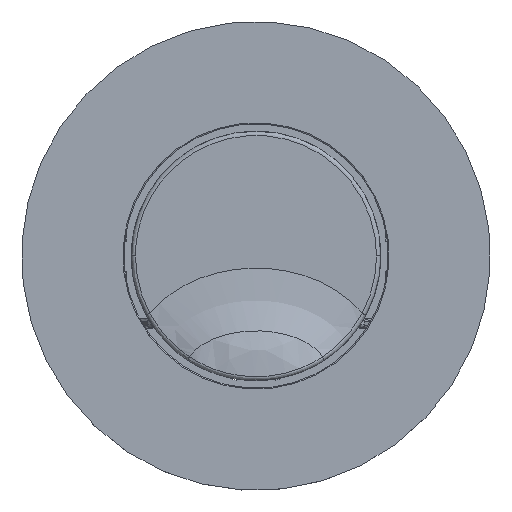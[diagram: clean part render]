
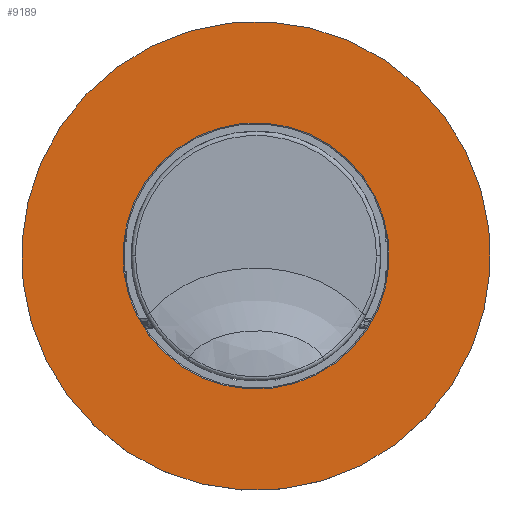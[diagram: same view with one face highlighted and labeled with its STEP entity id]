
A CAD part, top view. The second image highlights one B-rep face of the part: STEP entity #9189.
In plain terms, the highlighted planar face has unit normal (0, 0, 1).
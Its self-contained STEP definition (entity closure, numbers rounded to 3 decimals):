
#37 = AXIS2_PLACEMENT_3D ( 'NONE', #3194, #341, #4073 ) ;
#341 = DIRECTION ( 'NONE',  ( 0., 0., 1. ) ) ;
#783 = CARTESIAN_POINT ( 'NONE',  ( -37.782, -27.955, 59.3 ) ) ;
#1030 = CIRCLE ( 'NONE', #37, 47. ) ;
#1061 = FACE_OUTER_BOUND ( 'NONE', #5345, .T. ) ;
#1633 = EDGE_CURVE ( 'NONE', #10487, #4036, #1030, .T. ) ;
#2138 = DIRECTION ( 'NONE',  ( 0.804, 0.595, 0. ) ) ;
#2354 = DIRECTION ( 'NONE',  ( 0., 0., -1. ) ) ;
#2470 = AXIS2_PLACEMENT_3D ( 'NONE', #10036, #3375, #4189 ) ;
#3145 = VERTEX_POINT ( 'NONE', #3195 ) ;
#3194 = CARTESIAN_POINT ( 'NONE',  ( 0., 0., 59.3 ) ) ;
#3195 = CARTESIAN_POINT ( 'NONE',  ( 21.464, 15.881, 59.3 ) ) ;
#3285 = CARTESIAN_POINT ( 'NONE',  ( 0., 0., 59.3 ) ) ;
#3300 = CARTESIAN_POINT ( 'NONE',  ( 0., 0., 59.3 ) ) ;
#3375 = DIRECTION ( 'NONE',  ( 0., 0., 1. ) ) ;
#3987 = DIRECTION ( 'NONE',  ( 0., 0., -1. ) ) ;
#4036 = VERTEX_POINT ( 'NONE', #783 ) ;
#4073 = DIRECTION ( 'NONE',  ( -0.804, -0.595, 0. ) ) ;
#4189 = DIRECTION ( 'NONE',  ( -0.804, -0.595, 0. ) ) ;
#5330 = AXIS2_PLACEMENT_3D ( 'NONE', #3300, #3987, #2138 ) ;
#5345 = EDGE_LOOP ( 'NONE', ( #10950, #9529 ) ) ;
#5553 = CARTESIAN_POINT ( 'NONE',  ( 37.782, 27.955, 59.3 ) ) ;
#5642 = VERTEX_POINT ( 'NONE', #6920 ) ;
#5651 = EDGE_CURVE ( 'NONE', #4036, #10487, #6372, .T. ) ;
#5919 = AXIS2_PLACEMENT_3D ( 'NONE', #3285, #2354, #9820 ) ;
#6213 = ORIENTED_EDGE ( 'NONE', *, *, #7452, .T. ) ;
#6372 = CIRCLE ( 'NONE', #2470, 47. ) ;
#6468 = AXIS2_PLACEMENT_3D ( 'NONE', #11266, #6627, #8532 ) ;
#6616 = EDGE_LOOP ( 'NONE', ( #9120, #6213 ) ) ;
#6627 = DIRECTION ( 'NONE',  ( 0., 0., -1. ) ) ;
#6790 = EDGE_CURVE ( 'NONE', #3145, #5642, #8455, .T. ) ;
#6920 = CARTESIAN_POINT ( 'NONE',  ( -21.464, -15.881, 59.3 ) ) ;
#7452 = EDGE_CURVE ( 'NONE', #5642, #3145, #8263, .T. ) ;
#7544 = FACE_BOUND ( 'NONE', #6616, .T. ) ;
#8263 = CIRCLE ( 'NONE', #5330, 26.7 ) ;
#8455 = CIRCLE ( 'NONE', #5919, 26.7 ) ;
#8532 = DIRECTION ( 'NONE',  ( 0.804, 0.595, 0. ) ) ;
#9120 = ORIENTED_EDGE ( 'NONE', *, *, #6790, .T. ) ;
#9189 = ADVANCED_FACE ( 'NONE', ( #7544, #1061 ), #10414, .F. ) ;
#9529 = ORIENTED_EDGE ( 'NONE', *, *, #1633, .T. ) ;
#9820 = DIRECTION ( 'NONE',  ( 0.804, 0.595, 0. ) ) ;
#10036 = CARTESIAN_POINT ( 'NONE',  ( 0., 0., 59.3 ) ) ;
#10414 = PLANE ( 'NONE',  #6468 ) ;
#10487 = VERTEX_POINT ( 'NONE', #5553 ) ;
#10950 = ORIENTED_EDGE ( 'NONE', *, *, #5651, .T. ) ;
#11266 = CARTESIAN_POINT ( 'NONE',  ( 37.782, 27.955, 59.3 ) ) ;
